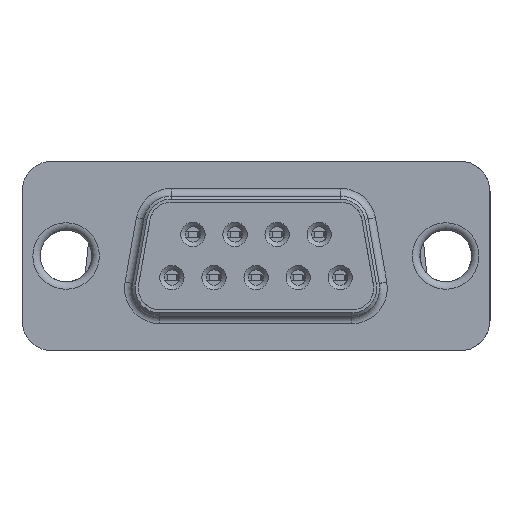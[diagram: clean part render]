
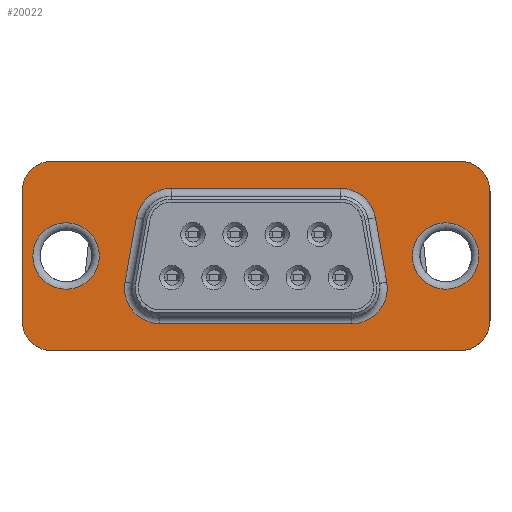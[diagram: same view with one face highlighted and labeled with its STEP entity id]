
A CAD part, front view. The second image highlights one B-rep face of the part: STEP entity #20022.
In plain terms, the highlighted face is planar.
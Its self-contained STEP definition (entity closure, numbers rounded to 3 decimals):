
#616=CIRCLE('',#24742,2.19);
#617=CIRCLE('',#24743,2.19);
#618=CIRCLE('',#24744,2.33);
#619=CIRCLE('',#24745,2.33);
#620=CIRCLE('',#24746,2.33);
#621=CIRCLE('',#24747,2.33);
#622=CIRCLE('',#24748,2.);
#623=CIRCLE('',#24749,2.);
#624=CIRCLE('',#24750,2.);
#625=CIRCLE('',#24751,2.);
#3948=ORIENTED_EDGE('',*,*,#8228,.T.);
#3949=ORIENTED_EDGE('',*,*,#8229,.T.);
#3950=ORIENTED_EDGE('',*,*,#8230,.T.);
#3951=ORIENTED_EDGE('',*,*,#8231,.T.);
#3952=ORIENTED_EDGE('',*,*,#8232,.T.);
#3953=ORIENTED_EDGE('',*,*,#8233,.T.);
#3954=ORIENTED_EDGE('',*,*,#8234,.T.);
#3955=ORIENTED_EDGE('',*,*,#8235,.T.);
#3956=ORIENTED_EDGE('',*,*,#8236,.T.);
#3957=ORIENTED_EDGE('',*,*,#8237,.T.);
#3958=ORIENTED_EDGE('',*,*,#8200,.T.);
#3959=ORIENTED_EDGE('',*,*,#8238,.T.);
#3960=ORIENTED_EDGE('',*,*,#8202,.T.);
#3961=ORIENTED_EDGE('',*,*,#8239,.T.);
#3962=ORIENTED_EDGE('',*,*,#8208,.T.);
#3963=ORIENTED_EDGE('',*,*,#8240,.T.);
#3964=ORIENTED_EDGE('',*,*,#8212,.T.);
#3965=ORIENTED_EDGE('',*,*,#8241,.T.);
#8200=EDGE_CURVE('',#10573,#10572,#12762,.T.);
#8202=EDGE_CURVE('',#10574,#10575,#12764,.T.);
#8208=EDGE_CURVE('',#10581,#10580,#12770,.T.);
#8212=EDGE_CURVE('',#10585,#10584,#12774,.T.);
#8228=EDGE_CURVE('',#10596,#10596,#616,.F.);
#8229=EDGE_CURVE('',#10597,#10597,#617,.F.);
#8230=EDGE_CURVE('',#10598,#10599,#12780,.F.);
#8231=EDGE_CURVE('',#10599,#10600,#618,.F.);
#8232=EDGE_CURVE('',#10600,#10601,#12781,.F.);
#8233=EDGE_CURVE('',#10601,#10602,#619,.F.);
#8234=EDGE_CURVE('',#10602,#10603,#12782,.F.);
#8235=EDGE_CURVE('',#10603,#10604,#620,.F.);
#8236=EDGE_CURVE('',#10604,#10605,#12783,.F.);
#8237=EDGE_CURVE('',#10605,#10598,#621,.F.);
#8238=EDGE_CURVE('',#10572,#10574,#622,.T.);
#8239=EDGE_CURVE('',#10575,#10581,#623,.T.);
#8240=EDGE_CURVE('',#10580,#10585,#624,.T.);
#8241=EDGE_CURVE('',#10584,#10573,#625,.T.);
#10572=VERTEX_POINT('',#34316);
#10573=VERTEX_POINT('',#34318);
#10574=VERTEX_POINT('',#34322);
#10575=VERTEX_POINT('',#34323);
#10580=VERTEX_POINT('',#34334);
#10581=VERTEX_POINT('',#34336);
#10584=VERTEX_POINT('',#34343);
#10585=VERTEX_POINT('',#34345);
#10596=VERTEX_POINT('',#34374);
#10597=VERTEX_POINT('',#34376);
#10598=VERTEX_POINT('',#34378);
#10599=VERTEX_POINT('',#34379);
#10600=VERTEX_POINT('',#34381);
#10601=VERTEX_POINT('',#34383);
#10602=VERTEX_POINT('',#34385);
#10603=VERTEX_POINT('',#34387);
#10604=VERTEX_POINT('',#34389);
#10605=VERTEX_POINT('',#34391);
#12762=LINE('',#34317,#15150);
#12764=LINE('',#34321,#15152);
#12770=LINE('',#34335,#15158);
#12774=LINE('',#34344,#15162);
#12780=LINE('',#34377,#15168);
#12781=LINE('',#34382,#15169);
#12782=LINE('',#34386,#15170);
#12783=LINE('',#34390,#15171);
#15150=VECTOR('',#28306,1000.);
#15152=VECTOR('',#28310,1000.);
#15158=VECTOR('',#28318,1000.);
#15162=VECTOR('',#28324,1000.);
#15168=VECTOR('',#28358,1000.);
#15169=VECTOR('',#28361,1000.);
#15170=VECTOR('',#28364,1000.);
#15171=VECTOR('',#28367,1000.);
#16894=EDGE_LOOP('',(#3948));
#16895=EDGE_LOOP('',(#3949));
#16896=EDGE_LOOP('',(#3950,#3951,#3952,#3953,#3954,#3955,#3956,#3957));
#16897=EDGE_LOOP('',(#3958,#3959,#3960,#3961,#3962,#3963,#3964,#3965));
#18072=FACE_BOUND('',#16894,.T.);
#18073=FACE_BOUND('',#16895,.T.);
#18074=FACE_BOUND('',#16896,.T.);
#18075=FACE_BOUND('',#16897,.T.);
#19072=PLANE('',#24741);
#20022=ADVANCED_FACE('',(#18072,#18073,#18074,#18075),#19072,.T.);
#24741=AXIS2_PLACEMENT_3D('',#34372,#28352,#28353);
#24742=AXIS2_PLACEMENT_3D('',#34373,#28354,#28355);
#24743=AXIS2_PLACEMENT_3D('',#34375,#28356,#28357);
#24744=AXIS2_PLACEMENT_3D('',#34380,#28359,#28360);
#24745=AXIS2_PLACEMENT_3D('',#34384,#28362,#28363);
#24746=AXIS2_PLACEMENT_3D('',#34388,#28365,#28366);
#24747=AXIS2_PLACEMENT_3D('',#34392,#28368,#28369);
#24748=AXIS2_PLACEMENT_3D('',#34393,#28370,#28371);
#24749=AXIS2_PLACEMENT_3D('',#34394,#28372,#28373);
#24750=AXIS2_PLACEMENT_3D('',#34395,#28374,#28375);
#24751=AXIS2_PLACEMENT_3D('',#34396,#28376,#28377);
#28306=DIRECTION('',(0.,0.,1.));
#28310=DIRECTION('',(1.,0.,0.));
#28318=DIRECTION('',(0.,0.,-1.));
#28324=DIRECTION('',(-1.,0.,0.));
#28352=DIRECTION('',(0.,1.,0.));
#28353=DIRECTION('',(0.,0.,1.));
#28354=DIRECTION('',(0.,1.,0.));
#28355=DIRECTION('',(0.,0.,1.));
#28356=DIRECTION('',(0.,1.,0.));
#28357=DIRECTION('',(0.,0.,1.));
#28358=DIRECTION('',(0.174,0.,0.985));
#28359=DIRECTION('',(0.,1.,0.));
#28360=DIRECTION('',(0.,0.,1.));
#28361=DIRECTION('',(-1.,0.,0.));
#28362=DIRECTION('',(0.,1.,0.));
#28363=DIRECTION('',(0.,0.,1.));
#28364=DIRECTION('',(0.174,0.,-0.985));
#28365=DIRECTION('',(0.,1.,0.));
#28366=DIRECTION('',(0.,0.,1.));
#28367=DIRECTION('',(1.,0.,0.));
#28368=DIRECTION('',(0.,1.,0.));
#28369=DIRECTION('',(0.,0.,1.));
#28370=DIRECTION('',(0.,1.,0.));
#28371=DIRECTION('',(0.,0.,1.));
#28372=DIRECTION('',(0.,1.,0.));
#28373=DIRECTION('',(0.,0.,1.));
#28374=DIRECTION('',(0.,1.,0.));
#28375=DIRECTION('',(0.,0.,1.));
#28376=DIRECTION('',(0.,1.,0.));
#28377=DIRECTION('',(0.,0.,1.));
#34316=CARTESIAN_POINT('',(-15.4,0.,4.25));
#34317=CARTESIAN_POINT('',(-15.4,0.,-6.25));
#34318=CARTESIAN_POINT('',(-15.4,0.,-4.25));
#34321=CARTESIAN_POINT('',(-15.4,0.,6.25));
#34322=CARTESIAN_POINT('',(-13.4,0.,6.25));
#34323=CARTESIAN_POINT('',(13.4,0.,6.25));
#34334=CARTESIAN_POINT('',(15.4,0.,-4.25));
#34335=CARTESIAN_POINT('',(15.4,0.,6.25));
#34336=CARTESIAN_POINT('',(15.4,0.,4.25));
#34343=CARTESIAN_POINT('',(-13.4,0.,-6.25));
#34344=CARTESIAN_POINT('',(15.4,0.,-6.25));
#34345=CARTESIAN_POINT('',(13.4,0.,-6.25));
#34372=CARTESIAN_POINT('',(0.,0.,0.));
#34373=CARTESIAN_POINT('',(12.495,0.,0.));
#34374=CARTESIAN_POINT('',(12.495,0.,2.19));
#34375=CARTESIAN_POINT('',(-12.495,0.,0.));
#34376=CARTESIAN_POINT('',(-12.495,0.,2.19));
#34377=CARTESIAN_POINT('',(-8.615,0.,-1.715));
#34378=CARTESIAN_POINT('',(-7.867,0.,2.525));
#34379=CARTESIAN_POINT('',(-8.615,0.,-1.715));
#34380=CARTESIAN_POINT('',(-6.32,0.,-2.12));
#34381=CARTESIAN_POINT('',(-6.32,0.,-4.45));
#34382=CARTESIAN_POINT('',(6.32,0.,-4.45));
#34383=CARTESIAN_POINT('',(6.32,0.,-4.45));
#34384=CARTESIAN_POINT('',(6.32,0.,-2.12));
#34385=CARTESIAN_POINT('',(8.615,0.,-1.715));
#34386=CARTESIAN_POINT('',(7.867,0.,2.525));
#34387=CARTESIAN_POINT('',(7.867,0.,2.525));
#34388=CARTESIAN_POINT('',(5.572,0.,2.12));
#34389=CARTESIAN_POINT('',(5.572,0.,4.45));
#34390=CARTESIAN_POINT('',(-5.572,0.,4.45));
#34391=CARTESIAN_POINT('',(-5.572,0.,4.45));
#34392=CARTESIAN_POINT('',(-5.572,0.,2.12));
#34393=CARTESIAN_POINT('',(-13.4,0.,4.25));
#34394=CARTESIAN_POINT('',(13.4,0.,4.25));
#34395=CARTESIAN_POINT('',(13.4,0.,-4.25));
#34396=CARTESIAN_POINT('',(-13.4,0.,-4.25));
